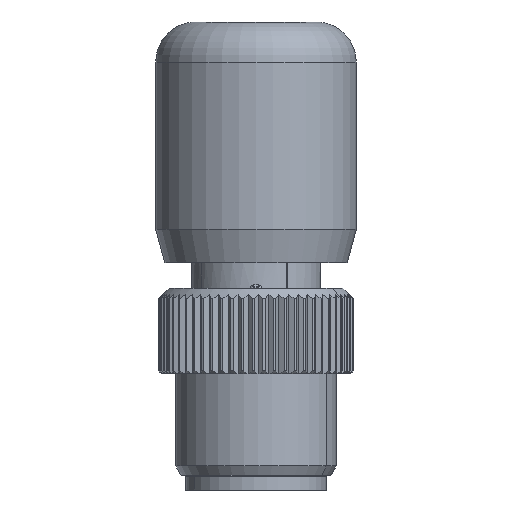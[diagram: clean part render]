
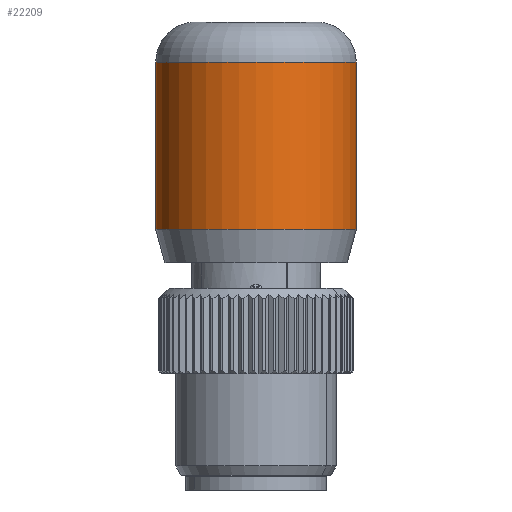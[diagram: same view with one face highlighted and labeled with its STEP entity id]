
A CAD part, front view. The second image highlights one B-rep face of the part: STEP entity #22209.
In plain terms, the highlighted cylindrical face has radius 7.5 mm (diameter 15 mm), a partial arc.
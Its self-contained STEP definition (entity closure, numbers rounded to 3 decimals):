
#22112=AXIS2_PLACEMENT_3D('Cylinder Axis2P3D',#22109,#22110,#22111) ;
#22195=AXIS2_PLACEMENT_3D('Circle Axis2P3D',#22193,#22194,$) ;
#22200=AXIS2_PLACEMENT_3D('Circle Axis2P3D',#22198,#22199,$) ;
#22109=CARTESIAN_POINT('Axis2P3D Location',(7.5,7.5,27.5)) ;
#22114=CARTESIAN_POINT('Line Origine',(0.,7.5,27.5)) ;
#22118=CARTESIAN_POINT('Vertex',(0.,7.5,19.5)) ;
#22120=CARTESIAN_POINT('Vertex',(0.,7.5,32.)) ;
#22132=CARTESIAN_POINT('Vertex',(15.,7.5,32.)) ;
#22135=CARTESIAN_POINT('Line Origine',(15.,7.5,27.5)) ;
#22139=CARTESIAN_POINT('Vertex',(15.,7.5,19.5)) ;
#22193=CARTESIAN_POINT('Axis2P3D Location',(7.5,7.5,32.)) ;
#22198=CARTESIAN_POINT('Axis2P3D Location',(7.5,7.5,19.5)) ;
#22110=DIRECTION('Axis2P3D Direction',(0.,0.,1.)) ;
#22111=DIRECTION('Axis2P3D XDirection',(1.,0.,0.)) ;
#22115=DIRECTION('Vector Direction',(0.,0.,1.)) ;
#22136=DIRECTION('Vector Direction',(0.,0.,1.)) ;
#22194=DIRECTION('Axis2P3D Direction',(0.,0.,1.)) ;
#22199=DIRECTION('Axis2P3D Direction',(0.,0.,1.)) ;
#22116=VECTOR('Line Direction',#22115,1.) ;
#22137=VECTOR('Line Direction',#22136,1.) ;
#22204=ORIENTED_EDGE('',*,*,#22141,.T.) ;
#22205=ORIENTED_EDGE('',*,*,#22197,.F.) ;
#22206=ORIENTED_EDGE('',*,*,#22122,.F.) ;
#22207=ORIENTED_EDGE('',*,*,#22202,.T.) ;
#22209=ADVANCED_FACE('Hauptk\X2\00F6\X0\rper',(#22208),#22113,.T.) ;
#22196=CIRCLE('generated circle',#22195,7.5) ;
#22201=CIRCLE('generated circle',#22200,7.5) ;
#22113=CYLINDRICAL_SURFACE('generated cylinder',#22112,7.5) ;
#22122=EDGE_CURVE('',#22119,#22121,#22117,.T.) ;
#22141=EDGE_CURVE('',#22140,#22133,#22138,.T.) ;
#22197=EDGE_CURVE('',#22121,#22133,#22196,.T.) ;
#22202=EDGE_CURVE('',#22119,#22140,#22201,.T.) ;
#22203=EDGE_LOOP('',(#22204,#22205,#22206,#22207)) ;
#22208=FACE_OUTER_BOUND('',#22203,.T.) ;
#22117=LINE('Line',#22114,#22116) ;
#22138=LINE('Line',#22135,#22137) ;
#22119=VERTEX_POINT('',#22118) ;
#22121=VERTEX_POINT('',#22120) ;
#22133=VERTEX_POINT('',#22132) ;
#22140=VERTEX_POINT('',#22139) ;
